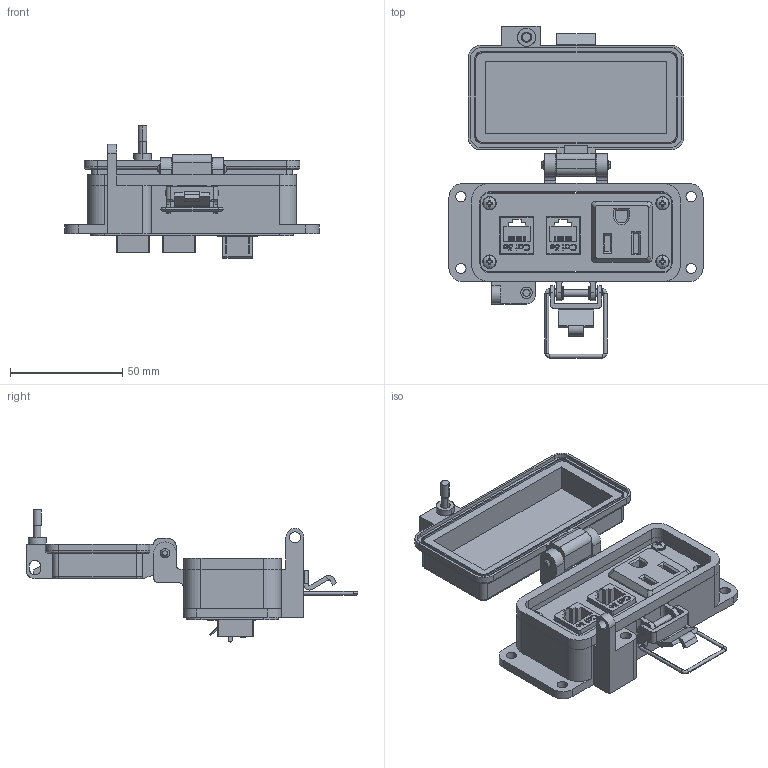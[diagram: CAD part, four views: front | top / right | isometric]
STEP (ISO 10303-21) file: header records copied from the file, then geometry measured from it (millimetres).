
FILE_DESCRIPTION (( 'STEP AP203' ), '1' );
FILE_NAME ('P-R2#2-F2R0_3D.STEP', '2018-09-11T13:57:44', ( '' ), ( '' ), 'SwSTEP 2.0', 'SolidWorks 2017', '' );
FILE_SCHEMA (( 'CONFIG_CONTROL_DESIGN' ));
Length unit declared in the file: millimetre
Products named in the file (12): 92005A124_METRIC PAN HEAD PHILLIPS MACHINE SCREW_92005A124; P-R2#2-F2R0_FP060_1; P-R2#2-F2R0_3D; Z-000-4243316TFP; Z-300-RJ45CAT5; R2; Z-200-OTLT-R0SQ; R; Z-H-F2_B; P-R2#2-F2R0_BP180_1; -F2; P-R2#2-F2R0_TP060_1
Assembly tree (17 placements, depth 3):
  P-R2#2-F2R0_3D
    P-R2#2-F2R0_BP180_1
    P-R2#2-F2R0_TP060_1
    P-R2#2-F2R0_FP060_1
    Z-000-4243316TFP  x3
    R2  x2
      Z-300-RJ45CAT5
    R
      Z-200-OTLT-R0SQ
    -F2
      Z-H-F2_B
    92005A124_METRIC PAN HEAD PHILLIPS MACHINE SCREW_92005A124  x4
Bounding box: 113 x 147.61 x 58.8 mm (x, y, z)
Volume: 97596.4 mm3; surface area: 76803.4 mm2
Topology: 23 solids, 23 shells, 2270 faces, 6359 edges, 4208 vertices
Faces by surface type: plane 939, cylinder 915, bspline 320, cone 72, torus 16, sphere 8
Entity records: 52695 total; most frequent: CARTESIAN_POINT 19476, ORIENTED_EDGE 7278, DIRECTION 5658, EDGE_CURVE 3639, VERTEX_POINT 2405, LINE 2212, VECTOR 2212, AXIS2_PLACEMENT_3D 1723
